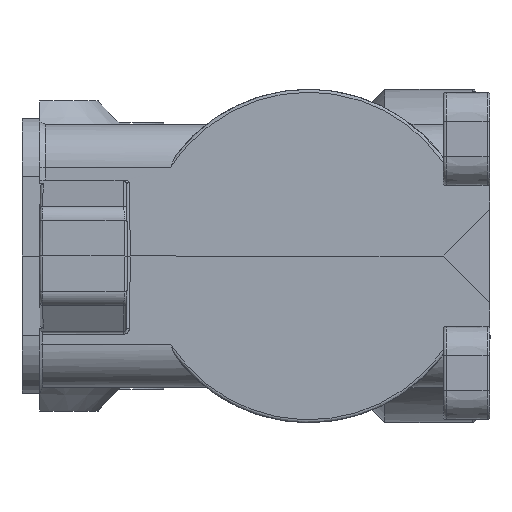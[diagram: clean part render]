
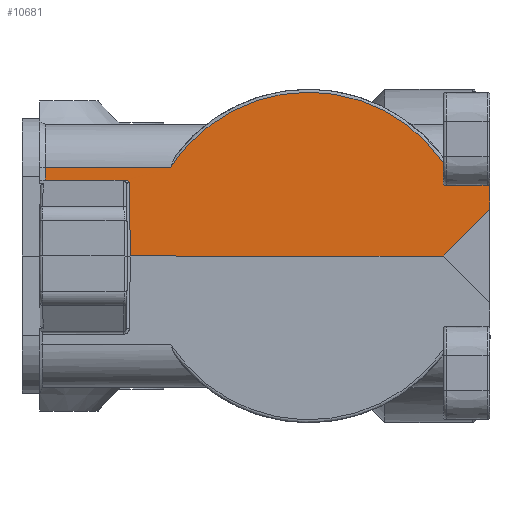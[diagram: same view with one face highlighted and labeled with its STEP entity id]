
A CAD part, left-side view. The second image highlights one B-rep face of the part: STEP entity #10681.
In plain terms, the highlighted planar face has unit normal (-1, 0, 0.009).
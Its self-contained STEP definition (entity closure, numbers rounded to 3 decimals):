
#212=DIRECTION('',(-0.009,0.,-1.));
#213=VECTOR('',#212,4.566);
#214=CARTESIAN_POINT('',(-59.39,-8.,12.565));
#215=LINE('',#214,#213);
#307=CARTESIAN_POINT('',(-59.395,-0.504,
12.004));
#308=CARTESIAN_POINT('',(-59.395,-0.434,
12.004));
#309=CARTESIAN_POINT('',(-59.395,-0.306,
12.03));
#310=CARTESIAN_POINT('',(-59.394,-0.139,
12.14));
#311=CARTESIAN_POINT('',(-59.393,-0.027,
12.306));
#312=CARTESIAN_POINT('',(-59.391,0.,12.434));
#313=CARTESIAN_POINT('',(-59.391,0.,12.504));
#315=DIRECTION('',(0.,1.,-0.009));
#316=VECTOR('',#315,7.);
#317=CARTESIAN_POINT('',(-59.395,-7.504,12.065));
#318=LINE('',#317,#316);
#319=CARTESIAN_POINT('',(-59.39,-8.,12.565));
#320=CARTESIAN_POINT('',(-59.392,-8.,12.4));
#321=CARTESIAN_POINT('',(-59.394,-7.875,12.193));
#322=CARTESIAN_POINT('',(-59.395,-7.67,12.067));
#323=CARTESIAN_POINT('',(-59.395,-7.504,12.065));
#325=DIRECTION('',(-0.009,-0.009,-1.));
#326=VECTOR('',#325,12.608);
#327=CARTESIAN_POINT('',(-59.39,53.61,12.607));
#328=LINE('',#327,#326);
#329=CARTESIAN_POINT('',(-59.361,0.,15.974));
#330=CARTESIAN_POINT('',(-59.328,2.617,19.743));
#331=CARTESIAN_POINT('',(-59.273,9.74,25.965));
#332=CARTESIAN_POINT('',(-59.246,23.567,29.15));
#333=CARTESIAN_POINT('',(-59.278,37.258,25.43));
#334=CARTESIAN_POINT('',(-59.335,44.135,18.935));
#335=CARTESIAN_POINT('',(-59.369,46.604,15.067));
#368=DIRECTION('',(-0.009,0.,-1.));
#369=VECTOR('',#368,3.47);
#370=CARTESIAN_POINT('',(-59.361,0.,15.974));
#371=LINE('',#370,#369);
#404=CARTESIAN_POINT('',(-59.369,46.604,15.067));
#413=DIRECTION('',(0.,-1.,0.));
#414=VECTOR('',#413,21.396);
#415=CARTESIAN_POINT('',(-59.369,68.,15.065));
#416=LINE('',#415,#414);
#434=DIRECTION('',(0.009,0.,1.));
#435=VECTOR('',#434,2.078);
#436=CARTESIAN_POINT('',(-59.387,68.,12.987));
#437=LINE('',#436,#435);
#442=DIRECTION('',(0.,1.,0.));
#443=VECTOR('',#442,13.623);
#444=CARTESIAN_POINT('',(-59.387,54.377,12.991));
#445=LINE('',#444,#443);
#451=CARTESIAN_POINT('',(-59.387,54.377,12.991));
#616=CARTESIAN_POINT('',(-59.39,53.61,12.607));
#617=CARTESIAN_POINT('',(-59.389,53.691,12.689));
#618=CARTESIAN_POINT('',(-59.388,53.853,12.829));
#619=CARTESIAN_POINT('',(-59.386,54.125,12.971));
#620=CARTESIAN_POINT('',(-59.387,54.3,12.991));
#621=CARTESIAN_POINT('',(-59.387,54.377,12.991));
#629=CARTESIAN_POINT('',(-59.5,53.5,0.));
#631=CARTESIAN_POINT('',(-59.39,53.61,12.607));
#644=DIRECTION('',(0.,1.,0.));
#645=VECTOR('',#644,53.5);
#646=CARTESIAN_POINT('',(-59.5,0.,0.));
#647=LINE('',#646,#645);
#8274=DIRECTION('',(-0.006,0.707,-0.707));
#8275=VECTOR('',#8274,11.314);
#8276=CARTESIAN_POINT('',(-59.43,-8.,8.));
#8277=LINE('',#8276,#8275);
#8584=CARTESIAN_POINT('',(-59.369,68.,15.065));
#8586=VERTEX_POINT('',#8584);
#8617=VERTEX_POINT('',#629);
#8630=VERTEX_POINT('',#404);
#8633=CARTESIAN_POINT('',(-59.387,68.,12.987));
#8634=VERTEX_POINT('',#8633);
#8638=VERTEX_POINT('',#451);
#8639=VERTEX_POINT('',#631);
#8641=CARTESIAN_POINT('',(-59.43,-8.,8.));
#8642=CARTESIAN_POINT('',(-59.5,0.,0.));
#8643=VERTEX_POINT('',#8641);
#8644=VERTEX_POINT('',#8642);
#8647=CARTESIAN_POINT('',(-59.39,-8.,12.565));
#8648=VERTEX_POINT('',#8647);
#8656=CARTESIAN_POINT('',(-59.395,-7.504,
12.065));
#8657=CARTESIAN_POINT('',(-59.395,-0.504,
12.004));
#8658=VERTEX_POINT('',#8656);
#8659=VERTEX_POINT('',#8657);
#8660=CARTESIAN_POINT('',(-59.361,0.,
15.974));
#8661=CARTESIAN_POINT('',(-59.391,0.,12.504));
#8662=VERTEX_POINT('',#8660);
#8663=VERTEX_POINT('',#8661);
#10650=CARTESIAN_POINT('',(-59.5,0.,0.));
#10651=DIRECTION('',(-1.,0.,0.009));
#10652=DIRECTION('',(0.009,0.,1.));
#10653=AXIS2_PLACEMENT_3D('',#10650,#10651,#10652);
#10654=PLANE('',#10653);
#10656=ORIENTED_EDGE('',*,*,#10655,.T.);
#10658=ORIENTED_EDGE('',*,*,#10657,.F.);
#10660=ORIENTED_EDGE('',*,*,#10659,.F.);
#10661=ORIENTED_EDGE('',*,*,#10643,.F.);
#10662=ORIENTED_EDGE('',*,*,#10563,.T.);
#10664=ORIENTED_EDGE('',*,*,#10663,.T.);
#10666=ORIENTED_EDGE('',*,*,#10665,.T.);
#10668=ORIENTED_EDGE('',*,*,#10667,.F.);
#10670=ORIENTED_EDGE('',*,*,#10669,.T.);
#10672=ORIENTED_EDGE('',*,*,#10671,.T.);
#10674=ORIENTED_EDGE('',*,*,#10673,.T.);
#10676=ORIENTED_EDGE('',*,*,#10675,.T.);
#10678=ORIENTED_EDGE('',*,*,#10677,.F.);
#10679=EDGE_LOOP('',(#10656,#10658,#10660,#10661,#10662,#10664,#10666,#10668,
#10670,#10672,#10674,#10676,#10678));
#10680=FACE_OUTER_BOUND('',#10679,.F.);
#10681=ADVANCED_FACE('',(#10680),#10654,.T.);
#314=B_SPLINE_CURVE_WITH_KNOTS('',3,(#307,#308,#309,#310,#311,#312,#313),
.UNSPECIFIED.,.F.,.F.,(4,1,1,1,4),(0.,0.25,0.5,0.75,1.),
.UNSPECIFIED.);
#324=B_SPLINE_CURVE_WITH_KNOTS('',3,(#319,#320,#321,#322,#323),.UNSPECIFIED.,
.F.,.F.,(4,1,4),(0.,0.5,1.),.UNSPECIFIED.);
#336=B_SPLINE_CURVE_WITH_KNOTS('',3,(#329,#330,#331,#332,#333,#334,#335),
.UNSPECIFIED.,.F.,.F.,(4,1,1,1,4),(0.,0.25,0.5,0.75,1.),
.UNSPECIFIED.);
#622=B_SPLINE_CURVE_WITH_KNOTS('',3,(#616,#617,#618,#619,#620,#621),
.UNSPECIFIED.,.F.,.F.,(4,1,1,4),(0.,0.333,0.667,1.),
.UNSPECIFIED.);
#10563=EDGE_CURVE('',#8648,#8643,#215,.T.);
#10643=EDGE_CURVE('',#8648,#8658,#324,.T.);
#10655=EDGE_CURVE('',#8662,#8663,#371,.T.);
#10657=EDGE_CURVE('',#8659,#8663,#314,.T.);
#10659=EDGE_CURVE('',#8658,#8659,#318,.T.);
#10663=EDGE_CURVE('',#8643,#8644,#8277,.T.);
#10665=EDGE_CURVE('',#8644,#8617,#647,.T.);
#10667=EDGE_CURVE('',#8639,#8617,#328,.T.);
#10669=EDGE_CURVE('',#8639,#8638,#622,.T.);
#10671=EDGE_CURVE('',#8638,#8634,#445,.T.);
#10673=EDGE_CURVE('',#8634,#8586,#437,.T.);
#10675=EDGE_CURVE('',#8586,#8630,#416,.T.);
#10677=EDGE_CURVE('',#8662,#8630,#336,.T.);
